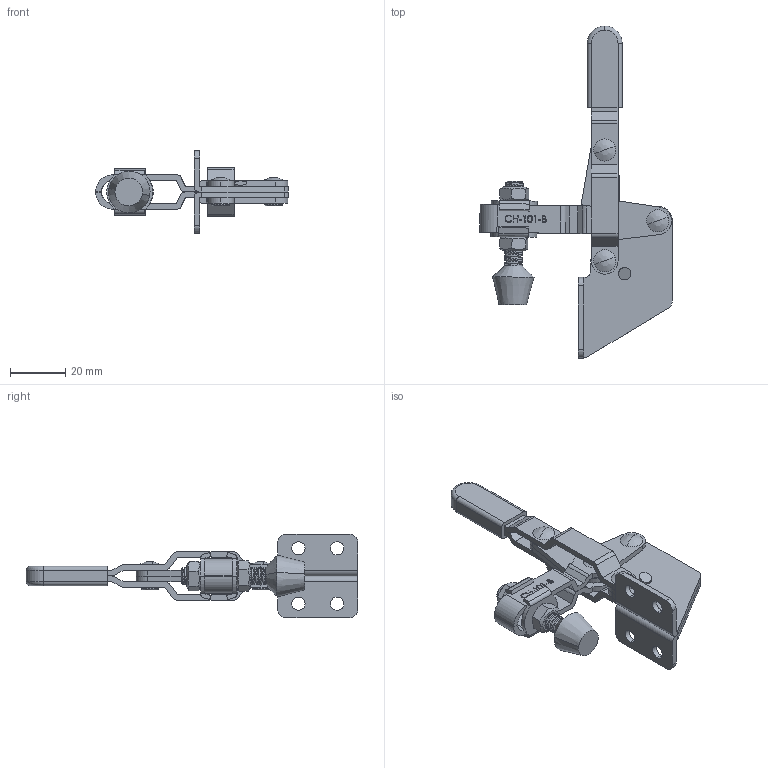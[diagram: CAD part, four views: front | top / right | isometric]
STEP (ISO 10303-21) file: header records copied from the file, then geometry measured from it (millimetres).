
FILE_DESCRIPTION (( 'STEP AP203' ), '1' );
FILE_NAME ('CH-101-B.STEP', '2017-11-03T07:16:05', ( 'Windows' ), ( 'Microsoft' ), 'SwSTEP 2.0', 'SolidWorks 2015', '' );
FILE_SCHEMA (( 'CONFIG_CONTROL_DESIGN' ));
Length unit declared in the file: millimetre
Products named in the file (10): CH-FC-14134 SPINDLE SUPPLIED; CH-101-B-01 SIDE MOUNTED; CH-101-B; CH-101-B-02 U-BAR; CH-102-B-04 CONNECTING-PLATE; CH-102-B-06; CH-102-B-03 STRAIGHT HANDLE; CH-102-B-05; CH-FW-141; CH-FC-14134 Nut
Assembly tree (15 placements, depth 2):
  CH-101-B
    CH-101-B-01 SIDE MOUNTED
    CH-101-B-02 U-BAR
    CH-102-B-04 CONNECTING-PLATE  x2
    CH-102-B-06  x4
    CH-102-B-03 STRAIGHT HANDLE
    CH-102-B-05
    CH-FW-141  x2
    CH-FC-14134 Nut  x2
    CH-FC-14134 SPINDLE SUPPLIED
Bounding box: 69.43 x 119.7 x 30 mm (x, y, z)
Volume: 19676.6 mm3; surface area: 23735.6 mm2
Topology: 18 solids, 20 shells, 756 faces, 2026 edges, 1333 vertices
Faces by surface type: plane 308, cylinder 213, bspline 174, cone 33, torus 28
Entity records: 30839 total; most frequent: CARTESIAN_POINT 14380, ORIENTED_EDGE 3534, DIRECTION 2579, EDGE_CURVE 1767, VERTEX_POINT 1173, VECTOR 997, LINE 997, AXIS2_PLACEMENT_3D 791
